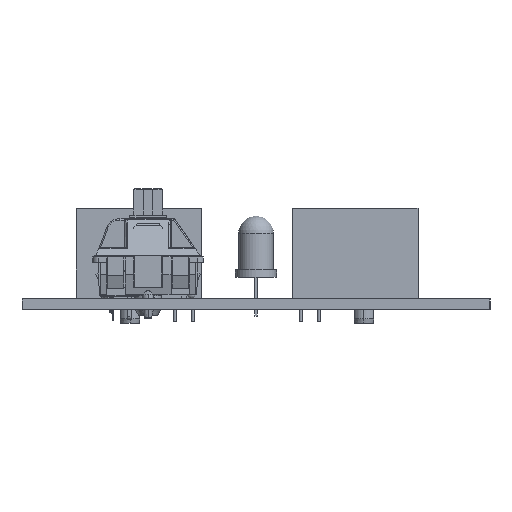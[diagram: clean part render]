
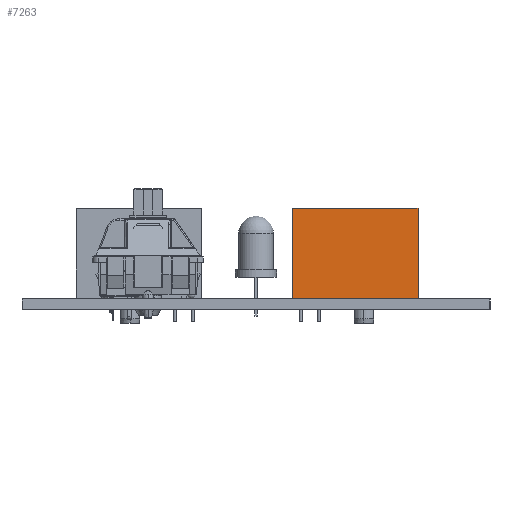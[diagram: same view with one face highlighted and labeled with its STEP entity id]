
A CAD part, left-side view. The second image highlights one B-rep face of the part: STEP entity #7263.
In plain terms, the highlighted planar face has unit normal (-1, 0, 0).
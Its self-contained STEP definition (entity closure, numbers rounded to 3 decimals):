
#6014 = VERTEX_POINT('',#6015);
#6015 = CARTESIAN_POINT('',(-7.65,0.,-10.08));
#6021 = EDGE_CURVE('',#6022,#6014,#6024,.T.);
#6022 = VERTEX_POINT('',#6023);
#6023 = CARTESIAN_POINT('',(-7.65,12.7,-10.08));
#6024 = LINE('',#6025,#6026);
#6025 = CARTESIAN_POINT('',(-7.65,12.7,-10.08));
#6026 = VECTOR('',#6027,1.);
#6027 = DIRECTION('',(0.,-1.,0.));
#6294 = VERTEX_POINT('',#6295);
#6295 = CARTESIAN_POINT('',(-7.65,0.,7.62));
#6301 = EDGE_CURVE('',#6014,#6294,#6302,.T.);
#6302 = LINE('',#6303,#6304);
#6303 = CARTESIAN_POINT('',(-7.65,0.,-10.08));
#6304 = VECTOR('',#6305,1.);
#6305 = DIRECTION('',(0.,0.,1.));
#7263 = ADVANCED_FACE('',(#7264),#7282,.T.);
#7264 = FACE_BOUND('',#7265,.T.);
#7265 = EDGE_LOOP('',(#7266,#7267,#7275,#7281));
#7266 = ORIENTED_EDGE('',*,*,#6301,.T.);
#7267 = ORIENTED_EDGE('',*,*,#7268,.F.);
#7268 = EDGE_CURVE('',#7269,#6294,#7271,.T.);
#7269 = VERTEX_POINT('',#7270);
#7270 = CARTESIAN_POINT('',(-7.65,12.7,7.62));
#7271 = LINE('',#7272,#7273);
#7272 = CARTESIAN_POINT('',(-7.65,12.7,7.62));
#7273 = VECTOR('',#7274,1.);
#7274 = DIRECTION('',(0.,-1.,0.));
#7275 = ORIENTED_EDGE('',*,*,#7276,.F.);
#7276 = EDGE_CURVE('',#6022,#7269,#7277,.T.);
#7277 = LINE('',#7278,#7279);
#7278 = CARTESIAN_POINT('',(-7.65,12.7,-10.08));
#7279 = VECTOR('',#7280,1.);
#7280 = DIRECTION('',(0.,0.,1.));
#7281 = ORIENTED_EDGE('',*,*,#6021,.T.);
#7282 = PLANE('',#7283);
#7283 = AXIS2_PLACEMENT_3D('',#7284,#7285,#7286);
#7284 = CARTESIAN_POINT('',(-7.65,12.7,-10.08));
#7285 = DIRECTION('',(-1.,0.,0.));
#7286 = DIRECTION('',(0.,-1.,0.));
